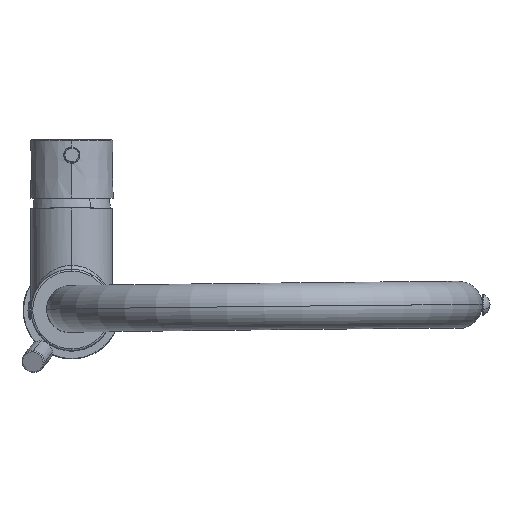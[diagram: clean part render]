
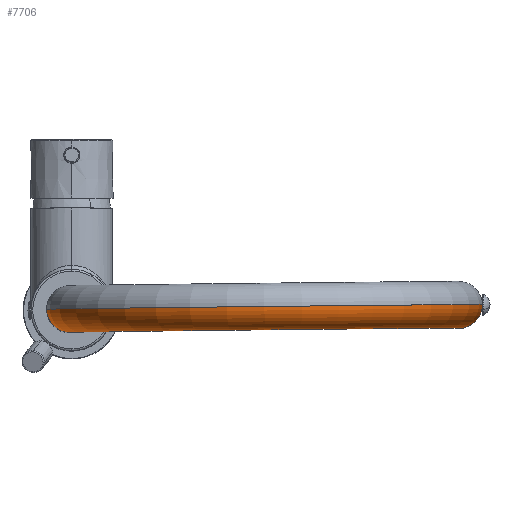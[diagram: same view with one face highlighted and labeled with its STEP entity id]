
A CAD part, top view. The second image highlights one B-rep face of the part: STEP entity #7706.
In plain terms, the highlighted toroidal (fillet/blend) face has major radius 100 mm and minor radius 12 mm.
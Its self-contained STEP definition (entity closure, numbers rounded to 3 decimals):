
#7380=CARTESIAN_POINT('Vertex',(187.067,2.241,230.744)) ;
#7389=CARTESIAN_POINT('Vertex',(211.065,2.499,230.744)) ;
#7420=CARTESIAN_POINT('Vertex',(11.077,0.349,230.744)) ;
#7422=CARTESIAN_POINT('Vertex',(-12.922,0.091,230.744)) ;
#7425=CARTESIAN_POINT('Axis2P3D Location',(99.072,1.295,230.744)) ;
#7430=CARTESIAN_POINT('Axis2P3D Location',(99.072,1.295,230.744)) ;
#7678=CARTESIAN_POINT('Axis2P3D Location',(199.066,2.37,230.744)) ;
#7690=CARTESIAN_POINT('Axis2P3D Location',(99.072,1.295,230.744)) ;
#7695=CARTESIAN_POINT('Axis2P3D Location',(-0.922,0.22,230.744)) ;
#7426=DIRECTION('Axis2P3D Direction',(0.011,-1.,0.)) ;
#7431=DIRECTION('Axis2P3D Direction',(0.011,-1.,0.)) ;
#7679=DIRECTION('Axis2P3D Direction',(0.,0.,1.)) ;
#7691=DIRECTION('Axis2P3D Direction',(-0.011,1.,0.)) ;
#7692=DIRECTION('Axis2P3D XDirection',(1.,0.011,0.)) ;
#7696=DIRECTION('Axis2P3D Direction',(0.,0.,-1.)) ;
#7427=AXIS2_PLACEMENT_3D('Circle Axis2P3D',#7425,#7426,$) ;
#7432=AXIS2_PLACEMENT_3D('Circle Axis2P3D',#7430,#7431,$) ;
#7680=AXIS2_PLACEMENT_3D('Circle Axis2P3D',#7678,#7679,$) ;
#7693=AXIS2_PLACEMENT_3D('Torus Axis2P3D',#7690,#7691,#7692) ;
#7697=AXIS2_PLACEMENT_3D('Circle Axis2P3D',#7695,#7696,$) ;
#7701=ORIENTED_EDGE('',*,*,#7434,.F.) ;
#7702=ORIENTED_EDGE('',*,*,#7682,.T.) ;
#7703=ORIENTED_EDGE('',*,*,#7429,.T.) ;
#7704=ORIENTED_EDGE('',*,*,#7699,.F.) ;
#7706=ADVANCED_FACE('P44867.1\\PartBody',(#7705),#7694,.T.) ;
#7428=CIRCLE('generated circle',#7427,112.) ;
#7433=CIRCLE('generated circle',#7432,88.) ;
#7681=CIRCLE('generated circle',#7680,12.) ;
#7698=CIRCLE('generated circle',#7697,12.) ;
#7694=TOROIDAL_SURFACE('homeo Torus',#7693,100.,12.) ;
#7429=EDGE_CURVE('',#7390,#7423,#7428,.T.) ;
#7434=EDGE_CURVE('',#7381,#7421,#7433,.T.) ;
#7682=EDGE_CURVE('',#7381,#7390,#7681,.T.) ;
#7699=EDGE_CURVE('',#7421,#7423,#7698,.T.) ;
#7700=EDGE_LOOP('',(#7701,#7702,#7703,#7704)) ;
#7705=FACE_OUTER_BOUND('',#7700,.T.) ;
#7381=VERTEX_POINT('',#7380) ;
#7390=VERTEX_POINT('',#7389) ;
#7421=VERTEX_POINT('',#7420) ;
#7423=VERTEX_POINT('',#7422) ;
